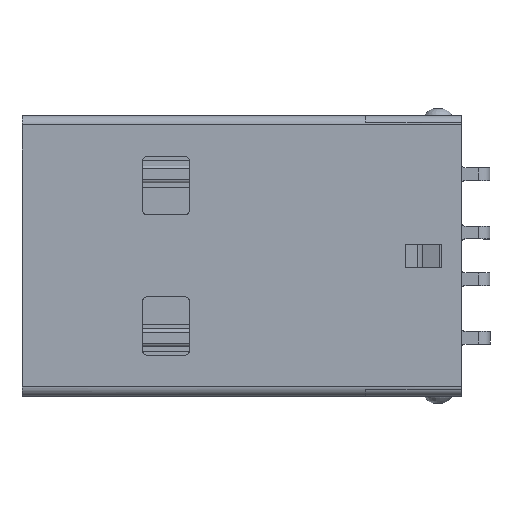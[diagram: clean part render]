
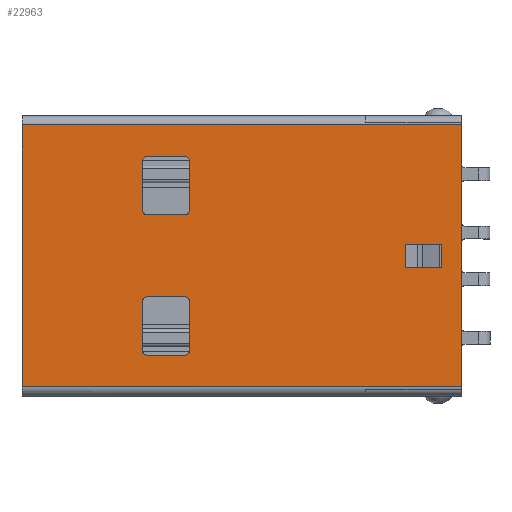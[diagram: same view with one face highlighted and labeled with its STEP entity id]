
A CAD part, top view. The second image highlights one B-rep face of the part: STEP entity #22963.
In plain terms, the highlighted free-form (B-spline) face has degree [1, 1] with [2, 2] control points.
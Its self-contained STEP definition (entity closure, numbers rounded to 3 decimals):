
#22963 = ADVANCED_FACE('',(#22964,#22998,#23068,#23138),#23172,.T.);
#22964 = FACE_BOUND('',#22965,.T.);
#22965 = EDGE_LOOP('',(#22966,#22976,#22984,#22992));
#22966 = ORIENTED_EDGE('',*,*,#22967,.T.);
#22967 = EDGE_CURVE('',#22968,#22970,#22972,.T.);
#22968 = VERTEX_POINT('',#22969);
#22969 = CARTESIAN_POINT('',(28.948,29.89,
    -2.766));
#22970 = VERTEX_POINT('',#22971);
#22971 = CARTESIAN_POINT('',(10.148,29.89,
    -2.766));
#22972 = LINE('',#22973,#22974);
#22973 = CARTESIAN_POINT('',(28.948,29.89,
    -2.766));
#22974 = VECTOR('',#22975,1.);
#22975 = DIRECTION('',(-1.,0.,0.));
#22976 = ORIENTED_EDGE('',*,*,#22977,.T.);
#22977 = EDGE_CURVE('',#22970,#22978,#22980,.T.);
#22978 = VERTEX_POINT('',#22979);
#22979 = CARTESIAN_POINT('',(10.148,18.69,
    -2.766));
#22980 = LINE('',#22981,#22982);
#22981 = CARTESIAN_POINT('',(10.148,29.89,
    -2.766));
#22982 = VECTOR('',#22983,1.);
#22983 = DIRECTION('',(0.,-1.,0.));
#22984 = ORIENTED_EDGE('',*,*,#22985,.T.);
#22985 = EDGE_CURVE('',#22978,#22986,#22988,.T.);
#22986 = VERTEX_POINT('',#22987);
#22987 = CARTESIAN_POINT('',(28.948,18.69,
    -2.766));
#22988 = LINE('',#22989,#22990);
#22989 = CARTESIAN_POINT('',(10.148,18.69,
    -2.766));
#22990 = VECTOR('',#22991,1.);
#22991 = DIRECTION('',(1.,0.,0.));
#22992 = ORIENTED_EDGE('',*,*,#22993,.T.);
#22993 = EDGE_CURVE('',#22986,#22968,#22994,.T.);
#22994 = LINE('',#22995,#22996);
#22995 = CARTESIAN_POINT('',(28.948,18.69,
    -2.766));
#22996 = VECTOR('',#22997,1.);
#22997 = DIRECTION('',(0.,1.,0.));
#22998 = FACE_BOUND('',#22999,.T.);
#22999 = EDGE_LOOP('',(#23000,#23011,#23019,#23028,#23036,#23045,#23053,
    #23062));
#23000 = ORIENTED_EDGE('',*,*,#23001,.T.);
#23001 = EDGE_CURVE('',#23002,#23004,#23006,.T.);
#23002 = VERTEX_POINT('',#23003);
#23003 = CARTESIAN_POINT('',(17.308,20.24,
    -2.766));
#23004 = VERTEX_POINT('',#23005);
#23005 = CARTESIAN_POINT('',(17.108,20.04,
    -2.766));
#23006 = CIRCLE('',#23007,0.2);
#23007 = AXIS2_PLACEMENT_3D('',#23008,#23009,#23010);
#23008 = CARTESIAN_POINT('',(17.108,20.24,
    -2.766));
#23009 = DIRECTION('',(0.,0.,-1.));
#23010 = DIRECTION('',(1.,0.,0.));
#23011 = ORIENTED_EDGE('',*,*,#23012,.T.);
#23012 = EDGE_CURVE('',#23004,#23013,#23015,.T.);
#23013 = VERTEX_POINT('',#23014);
#23014 = CARTESIAN_POINT('',(15.508,20.04,
    -2.766));
#23015 = LINE('',#23016,#23017);
#23016 = CARTESIAN_POINT('',(17.108,20.04,
    -2.766));
#23017 = VECTOR('',#23018,1.);
#23018 = DIRECTION('',(-1.,0.,0.));
#23019 = ORIENTED_EDGE('',*,*,#23020,.T.);
#23020 = EDGE_CURVE('',#23013,#23021,#23023,.T.);
#23021 = VERTEX_POINT('',#23022);
#23022 = CARTESIAN_POINT('',(15.308,20.24,
    -2.766));
#23023 = CIRCLE('',#23024,0.2);
#23024 = AXIS2_PLACEMENT_3D('',#23025,#23026,#23027);
#23025 = CARTESIAN_POINT('',(15.508,20.24,
    -2.766));
#23026 = DIRECTION('',(0.,0.,-1.));
#23027 = DIRECTION('',(0.,-1.,0.));
#23028 = ORIENTED_EDGE('',*,*,#23029,.T.);
#23029 = EDGE_CURVE('',#23021,#23030,#23032,.T.);
#23030 = VERTEX_POINT('',#23031);
#23031 = CARTESIAN_POINT('',(15.308,22.34,
    -2.766));
#23032 = LINE('',#23033,#23034);
#23033 = CARTESIAN_POINT('',(15.308,20.24,
    -2.766));
#23034 = VECTOR('',#23035,1.);
#23035 = DIRECTION('',(0.,1.,0.));
#23036 = ORIENTED_EDGE('',*,*,#23037,.T.);
#23037 = EDGE_CURVE('',#23030,#23038,#23040,.T.);
#23038 = VERTEX_POINT('',#23039);
#23039 = CARTESIAN_POINT('',(15.508,22.54,
    -2.766));
#23040 = CIRCLE('',#23041,0.2);
#23041 = AXIS2_PLACEMENT_3D('',#23042,#23043,#23044);
#23042 = CARTESIAN_POINT('',(15.508,22.34,
    -2.766));
#23043 = DIRECTION('',(0.,0.,-1.));
#23044 = DIRECTION('',(-1.,0.,0.));
#23045 = ORIENTED_EDGE('',*,*,#23046,.T.);
#23046 = EDGE_CURVE('',#23038,#23047,#23049,.T.);
#23047 = VERTEX_POINT('',#23048);
#23048 = CARTESIAN_POINT('',(17.108,22.54,
    -2.766));
#23049 = LINE('',#23050,#23051);
#23050 = CARTESIAN_POINT('',(15.508,22.54,
    -2.766));
#23051 = VECTOR('',#23052,1.);
#23052 = DIRECTION('',(1.,0.,0.));
#23053 = ORIENTED_EDGE('',*,*,#23054,.T.);
#23054 = EDGE_CURVE('',#23047,#23055,#23057,.T.);
#23055 = VERTEX_POINT('',#23056);
#23056 = CARTESIAN_POINT('',(17.308,22.34,
    -2.766));
#23057 = CIRCLE('',#23058,0.2);
#23058 = AXIS2_PLACEMENT_3D('',#23059,#23060,#23061);
#23059 = CARTESIAN_POINT('',(17.108,22.34,
    -2.766));
#23060 = DIRECTION('',(0.,0.,-1.));
#23061 = DIRECTION('',(0.,1.,0.));
#23062 = ORIENTED_EDGE('',*,*,#23063,.T.);
#23063 = EDGE_CURVE('',#23055,#23002,#23064,.T.);
#23064 = LINE('',#23065,#23066);
#23065 = CARTESIAN_POINT('',(17.308,22.34,
    -2.766));
#23066 = VECTOR('',#23067,1.);
#23067 = DIRECTION('',(0.,-1.,0.));
#23068 = FACE_BOUND('',#23069,.T.);
#23069 = EDGE_LOOP('',(#23070,#23081,#23089,#23098,#23106,#23115,#23123,
    #23132));
#23070 = ORIENTED_EDGE('',*,*,#23071,.T.);
#23071 = EDGE_CURVE('',#23072,#23074,#23076,.T.);
#23072 = VERTEX_POINT('',#23073);
#23073 = CARTESIAN_POINT('',(17.308,26.24,
    -2.766));
#23074 = VERTEX_POINT('',#23075);
#23075 = CARTESIAN_POINT('',(17.108,26.04,
    -2.766));
#23076 = CIRCLE('',#23077,0.2);
#23077 = AXIS2_PLACEMENT_3D('',#23078,#23079,#23080);
#23078 = CARTESIAN_POINT('',(17.108,26.24,
    -2.766));
#23079 = DIRECTION('',(0.,0.,-1.));
#23080 = DIRECTION('',(1.,0.,0.));
#23081 = ORIENTED_EDGE('',*,*,#23082,.T.);
#23082 = EDGE_CURVE('',#23074,#23083,#23085,.T.);
#23083 = VERTEX_POINT('',#23084);
#23084 = CARTESIAN_POINT('',(15.508,26.04,
    -2.766));
#23085 = LINE('',#23086,#23087);
#23086 = CARTESIAN_POINT('',(17.108,26.04,
    -2.766));
#23087 = VECTOR('',#23088,1.);
#23088 = DIRECTION('',(-1.,0.,0.));
#23089 = ORIENTED_EDGE('',*,*,#23090,.T.);
#23090 = EDGE_CURVE('',#23083,#23091,#23093,.T.);
#23091 = VERTEX_POINT('',#23092);
#23092 = CARTESIAN_POINT('',(15.308,26.24,
    -2.766));
#23093 = CIRCLE('',#23094,0.2);
#23094 = AXIS2_PLACEMENT_3D('',#23095,#23096,#23097);
#23095 = CARTESIAN_POINT('',(15.508,26.24,
    -2.766));
#23096 = DIRECTION('',(0.,0.,-1.));
#23097 = DIRECTION('',(0.,-1.,0.));
#23098 = ORIENTED_EDGE('',*,*,#23099,.T.);
#23099 = EDGE_CURVE('',#23091,#23100,#23102,.T.);
#23100 = VERTEX_POINT('',#23101);
#23101 = CARTESIAN_POINT('',(15.308,28.34,
    -2.766));
#23102 = LINE('',#23103,#23104);
#23103 = CARTESIAN_POINT('',(15.308,26.24,
    -2.766));
#23104 = VECTOR('',#23105,1.);
#23105 = DIRECTION('',(0.,1.,0.));
#23106 = ORIENTED_EDGE('',*,*,#23107,.T.);
#23107 = EDGE_CURVE('',#23100,#23108,#23110,.T.);
#23108 = VERTEX_POINT('',#23109);
#23109 = CARTESIAN_POINT('',(15.508,28.54,
    -2.766));
#23110 = CIRCLE('',#23111,0.2);
#23111 = AXIS2_PLACEMENT_3D('',#23112,#23113,#23114);
#23112 = CARTESIAN_POINT('',(15.508,28.34,
    -2.766));
#23113 = DIRECTION('',(0.,0.,-1.));
#23114 = DIRECTION('',(-1.,0.,0.));
#23115 = ORIENTED_EDGE('',*,*,#23116,.T.);
#23116 = EDGE_CURVE('',#23108,#23117,#23119,.T.);
#23117 = VERTEX_POINT('',#23118);
#23118 = CARTESIAN_POINT('',(17.108,28.54,
    -2.766));
#23119 = LINE('',#23120,#23121);
#23120 = CARTESIAN_POINT('',(15.508,28.54,
    -2.766));
#23121 = VECTOR('',#23122,1.);
#23122 = DIRECTION('',(1.,0.,0.));
#23123 = ORIENTED_EDGE('',*,*,#23124,.T.);
#23124 = EDGE_CURVE('',#23117,#23125,#23127,.T.);
#23125 = VERTEX_POINT('',#23126);
#23126 = CARTESIAN_POINT('',(17.308,28.34,
    -2.766));
#23127 = CIRCLE('',#23128,0.2);
#23128 = AXIS2_PLACEMENT_3D('',#23129,#23130,#23131);
#23129 = CARTESIAN_POINT('',(17.108,28.34,
    -2.766));
#23130 = DIRECTION('',(0.,0.,-1.));
#23131 = DIRECTION('',(0.,1.,0.));
#23132 = ORIENTED_EDGE('',*,*,#23133,.T.);
#23133 = EDGE_CURVE('',#23125,#23072,#23134,.T.);
#23134 = LINE('',#23135,#23136);
#23135 = CARTESIAN_POINT('',(17.308,28.34,
    -2.766));
#23136 = VECTOR('',#23137,1.);
#23137 = DIRECTION('',(0.,-1.,0.));
#23138 = FACE_BOUND('',#23139,.T.);
#23139 = EDGE_LOOP('',(#23140,#23150,#23158,#23166));
#23140 = ORIENTED_EDGE('',*,*,#23141,.T.);
#23141 = EDGE_CURVE('',#23142,#23144,#23146,.T.);
#23142 = VERTEX_POINT('',#23143);
#23143 = CARTESIAN_POINT('',(26.548,24.79,
    -2.766));
#23144 = VERTEX_POINT('',#23145);
#23145 = CARTESIAN_POINT('',(28.103,24.79,
    -2.766));
#23146 = LINE('',#23147,#23148);
#23147 = CARTESIAN_POINT('',(26.548,24.79,
    -2.766));
#23148 = VECTOR('',#23149,1.);
#23149 = DIRECTION('',(1.,0.,0.));
#23150 = ORIENTED_EDGE('',*,*,#23151,.T.);
#23151 = EDGE_CURVE('',#23144,#23152,#23154,.T.);
#23152 = VERTEX_POINT('',#23153);
#23153 = CARTESIAN_POINT('',(28.103,23.79,
    -2.766));
#23154 = LINE('',#23155,#23156);
#23155 = CARTESIAN_POINT('',(28.103,24.79,
    -2.766));
#23156 = VECTOR('',#23157,1.);
#23157 = DIRECTION('',(0.,-1.,0.));
#23158 = ORIENTED_EDGE('',*,*,#23159,.T.);
#23159 = EDGE_CURVE('',#23152,#23160,#23162,.T.);
#23160 = VERTEX_POINT('',#23161);
#23161 = CARTESIAN_POINT('',(26.548,23.79,
    -2.766));
#23162 = LINE('',#23163,#23164);
#23163 = CARTESIAN_POINT('',(28.103,23.79,
    -2.766));
#23164 = VECTOR('',#23165,1.);
#23165 = DIRECTION('',(-1.,0.,0.));
#23166 = ORIENTED_EDGE('',*,*,#23167,.T.);
#23167 = EDGE_CURVE('',#23160,#23142,#23168,.T.);
#23168 = LINE('',#23169,#23170);
#23169 = CARTESIAN_POINT('',(26.548,23.79,
    -2.766));
#23170 = VECTOR('',#23171,1.);
#23171 = DIRECTION('',(0.,1.,0.));
#23172 = B_SPLINE_SURFACE_WITH_KNOTS('',1,1,(
    (#23173,#23174)
    ,(#23175,#23176
    )),.UNSPECIFIED.,.F.,.F.,.F.,(2,2),(2,2),(-0.224,11.424),(-19.176,
    0.376),.PIECEWISE_BEZIER_KNOTS.);
#23173 = CARTESIAN_POINT('',(29.324,18.466,
    -2.766));
#23174 = CARTESIAN_POINT('',(9.772,18.466,
    -2.766));
#23175 = CARTESIAN_POINT('',(29.324,30.114,
    -2.766));
#23176 = CARTESIAN_POINT('',(9.772,30.114,
    -2.766));
